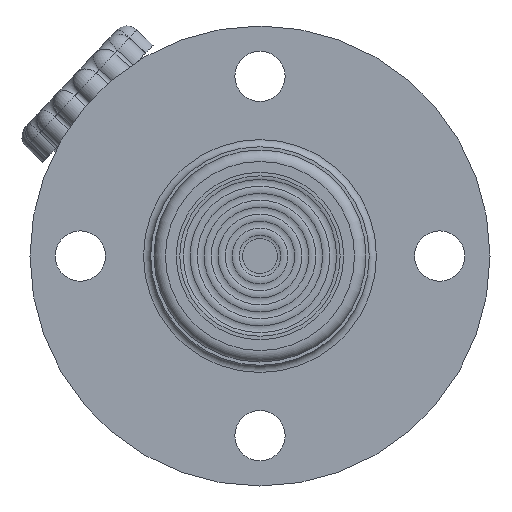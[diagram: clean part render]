
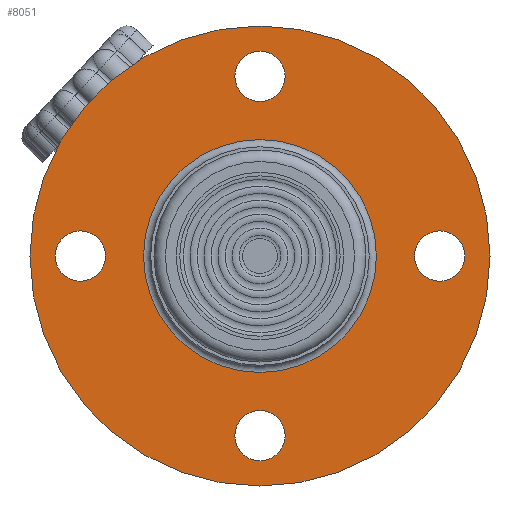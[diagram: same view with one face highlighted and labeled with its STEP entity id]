
A CAD part, front view. The second image highlights one B-rep face of the part: STEP entity #8051.
In plain terms, the highlighted planar face has unit normal (0, -1, 0).
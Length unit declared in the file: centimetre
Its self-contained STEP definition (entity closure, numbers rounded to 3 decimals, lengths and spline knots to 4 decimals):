
#671=FACE_BOUND('',#1694,.T.);
#672=FACE_BOUND('',#1695,.T.);
#673=FACE_BOUND('',#1696,.T.);
#674=FACE_BOUND('',#1697,.T.);
#675=FACE_BOUND('',#1698,.T.);
#1165=FACE_OUTER_BOUND('',#1693,.T.);
#1693=EDGE_LOOP('',(#6962));
#1694=EDGE_LOOP('',(#6963));
#1695=EDGE_LOOP('',(#6964));
#1696=EDGE_LOOP('',(#6965));
#1697=EDGE_LOOP('',(#6966));
#1698=EDGE_LOOP('',(#6967));
#2897=CIRCLE('',#9067,3.2);
#2902=CIRCLE('',#9076,0.35);
#2904=CIRCLE('',#9079,0.35);
#2906=CIRCLE('',#9082,0.35);
#2908=CIRCLE('',#9085,0.35);
#2909=CIRCLE('',#9087,1.62);
#3597=VERTEX_POINT('',#16220);
#3602=VERTEX_POINT('',#16234);
#3604=VERTEX_POINT('',#16239);
#3606=VERTEX_POINT('',#16244);
#3608=VERTEX_POINT('',#16249);
#3609=VERTEX_POINT('',#16252);
#4724=EDGE_CURVE('',#3597,#3597,#2897,.T.);
#4729=EDGE_CURVE('',#3602,#3602,#2902,.T.);
#4731=EDGE_CURVE('',#3604,#3604,#2904,.T.);
#4733=EDGE_CURVE('',#3606,#3606,#2906,.T.);
#4735=EDGE_CURVE('',#3608,#3608,#2908,.T.);
#4736=EDGE_CURVE('',#3609,#3609,#2909,.T.);
#6962=ORIENTED_EDGE('',*,*,#4724,.F.);
#6963=ORIENTED_EDGE('',*,*,#4729,.T.);
#6964=ORIENTED_EDGE('',*,*,#4731,.T.);
#6965=ORIENTED_EDGE('',*,*,#4733,.T.);
#6966=ORIENTED_EDGE('',*,*,#4735,.T.);
#6967=ORIENTED_EDGE('',*,*,#4736,.F.);
#7089=PLANE('',#9086);
#8051=ADVANCED_FACE('',(#1165,#671,#672,#673,#674,#675),#7089,.T.);
#9067=AXIS2_PLACEMENT_3D('',#16221,#11392,#11393);
#9076=AXIS2_PLACEMENT_3D('',#16235,#11410,#11411);
#9079=AXIS2_PLACEMENT_3D('',#16240,#11416,#11417);
#9082=AXIS2_PLACEMENT_3D('',#16245,#11422,#11423);
#9085=AXIS2_PLACEMENT_3D('',#16250,#11428,#11429);
#9086=AXIS2_PLACEMENT_3D('',#16251,#11430,#11431);
#9087=AXIS2_PLACEMENT_3D('',#16253,#11432,#11433);
#11392=DIRECTION('center_axis',(0.,1.,0.));
#11393=DIRECTION('ref_axis',(1.,0.,0.));
#11410=DIRECTION('center_axis',(0.,1.,0.));
#11411=DIRECTION('ref_axis',(1.,0.,0.));
#11416=DIRECTION('center_axis',(0.,1.,0.));
#11417=DIRECTION('ref_axis',(1.,0.,0.));
#11422=DIRECTION('center_axis',(0.,1.,0.));
#11423=DIRECTION('ref_axis',(1.,0.,0.));
#11428=DIRECTION('center_axis',(0.,1.,0.));
#11429=DIRECTION('ref_axis',(1.,0.,0.));
#11430=DIRECTION('center_axis',(0.,-1.,0.));
#11431=DIRECTION('ref_axis',(0.,0.,-1.));
#11432=DIRECTION('center_axis',(0.,-1.,0.));
#11433=DIRECTION('ref_axis',(-1.,0.,0.));
#16220=CARTESIAN_POINT('',(3.323,-1.5803,0.0156));
#16221=CARTESIAN_POINT('Origin',(0.123,-1.5803,0.0156));
#16234=CARTESIAN_POINT('',(0.473,-1.5803,2.5156));
#16235=CARTESIAN_POINT('Origin',(0.123,-1.5803,2.5156));
#16239=CARTESIAN_POINT('',(-2.027,-1.5803,0.0156));
#16240=CARTESIAN_POINT('Origin',(-2.377,-1.5803,0.0156));
#16244=CARTESIAN_POINT('',(0.473,-1.5803,-2.4844));
#16245=CARTESIAN_POINT('Origin',(0.123,-1.5803,-2.4844));
#16249=CARTESIAN_POINT('',(2.973,-1.5803,0.0156));
#16250=CARTESIAN_POINT('Origin',(2.623,-1.5803,0.0156));
#16251=CARTESIAN_POINT('Origin',(2.483,-1.5803,0.0156));
#16252=CARTESIAN_POINT('',(1.743,-1.5803,0.0156));
#16253=CARTESIAN_POINT('Origin',(0.123,-1.5803,0.0156));
